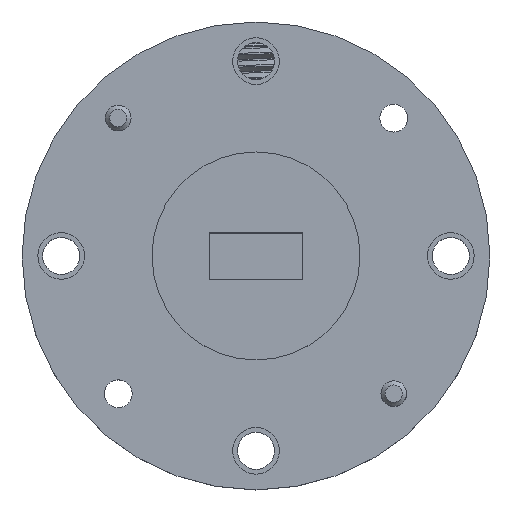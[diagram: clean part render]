
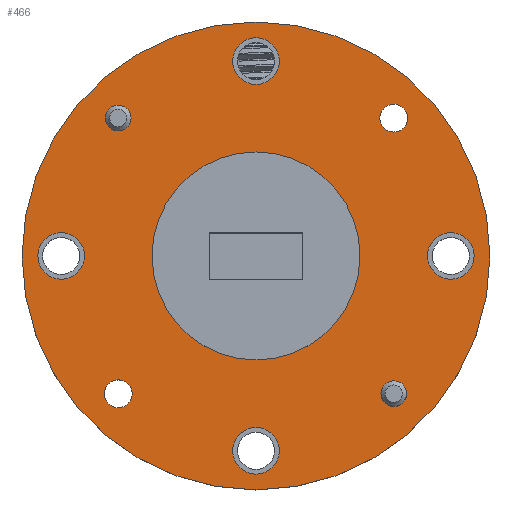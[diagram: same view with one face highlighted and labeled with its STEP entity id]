
A CAD part, top view. The second image highlights one B-rep face of the part: STEP entity #466.
In plain terms, the highlighted planar face has unit normal (0, 0, 1).
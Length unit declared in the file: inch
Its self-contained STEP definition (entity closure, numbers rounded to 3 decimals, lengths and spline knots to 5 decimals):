
#46 = CIRCLE ( 'NONE', #1723, 0.056 ) ;
#68 = DIRECTION ( 'NONE',  ( 1., 0., 0. ) ) ;
#106 = CARTESIAN_POINT ( 'NONE',  ( 0.5625, 0., 0. ) ) ;
#160 = EDGE_LOOP ( 'NONE', ( #2065 ) ) ;
#168 = VERTEX_POINT ( 'NONE', #1052 ) ;
#185 = EDGE_CURVE ( 'NONE', #2861, #2861, #3465, .T. ) ;
#216 = VERTEX_POINT ( 'NONE', #3154 ) ;
#289 = AXIS2_PLACEMENT_3D ( 'NONE', #2599, #2810, #1992 ) ;
#321 = EDGE_CURVE ( 'NONE', #732, #732, #537, .T. ) ;
#334 = DIRECTION ( 'NONE',  ( 1., 0., 0. ) ) ;
#337 = CARTESIAN_POINT ( 'NONE',  ( 0., 0.4685, 0. ) ) ;
#353 = CARTESIAN_POINT ( 'NONE',  ( -0.33128, -0.33128, 0. ) ) ;
#365 = CARTESIAN_POINT ( 'NONE',  ( 0., 0., 0. ) ) ;
#393 = FACE_BOUND ( 'NONE', #3070, .T. ) ;
#423 = CARTESIAN_POINT ( 'NONE',  ( 0., 0., 0. ) ) ;
#465 = DIRECTION ( 'NONE',  ( 1., 0., 0. ) ) ;
#466 = ADVANCED_FACE ( 'NONE', ( #1743, #926, #2237, #745, #533, #3345, #1443, #393, #2357, #1924 ), #2848, .T. ) ;
#479 = CARTESIAN_POINT ( 'NONE',  ( 0.4685, 0., 0. ) ) ;
#533 = FACE_BOUND ( 'NONE', #1133, .T. ) ;
#536 = DIRECTION ( 'NONE',  ( 1., 0., 0. ) ) ;
#537 = CIRCLE ( 'NONE', #651, 0.056 ) ;
#621 = DIRECTION ( 'NONE',  ( 1., 0., 0. ) ) ;
#628 = ORIENTED_EDGE ( 'NONE', *, *, #1228, .T. ) ;
#645 = EDGE_CURVE ( 'NONE', #1264, #1264, #46, .T. ) ;
#646 = DIRECTION ( 'NONE',  ( 1., 0., 0. ) ) ;
#651 = AXIS2_PLACEMENT_3D ( 'NONE', #337, #2292, #621 ) ;
#704 = CARTESIAN_POINT ( 'NONE',  ( 0.33128, 0.33128, 0. ) ) ;
#707 = EDGE_LOOP ( 'NONE', ( #2636 ) ) ;
#732 = VERTEX_POINT ( 'NONE', #1767 ) ;
#745 = FACE_BOUND ( 'NONE', #2361, .T. ) ;
#786 = CIRCLE ( 'NONE', #3527, 0.0335 ) ;
#909 = DIRECTION ( 'NONE',  ( 0., 0., 1. ) ) ;
#926 = FACE_BOUND ( 'NONE', #707, .T. ) ;
#979 = EDGE_LOOP ( 'NONE', ( #986 ) ) ;
#986 = ORIENTED_EDGE ( 'NONE', *, *, #1350, .F. ) ;
#996 = VERTEX_POINT ( 'NONE', #2347 ) ;
#1030 = AXIS2_PLACEMENT_3D ( 'NONE', #3100, #1435, #68 ) ;
#1052 = CARTESIAN_POINT ( 'NONE',  ( -0.4125, 0., 0. ) ) ;
#1057 = EDGE_CURVE ( 'NONE', #996, #996, #2317, .T. ) ;
#1086 = AXIS2_PLACEMENT_3D ( 'NONE', #365, #909, #334 ) ;
#1133 = EDGE_LOOP ( 'NONE', ( #1939 ) ) ;
#1178 = CIRCLE ( 'NONE', #289, 0.03075 ) ;
#1193 = AXIS2_PLACEMENT_3D ( 'NONE', #423, #1222, #1237 ) ;
#1222 = DIRECTION ( 'NONE',  ( 0., 0., 1. ) ) ;
#1228 = EDGE_CURVE ( 'NONE', #2386, #2386, #2100, .T. ) ;
#1237 = DIRECTION ( 'NONE',  ( 1., 0., 0. ) ) ;
#1242 = EDGE_LOOP ( 'NONE', ( #1283 ) ) ;
#1264 = VERTEX_POINT ( 'NONE', #2610 ) ;
#1271 = DIRECTION ( 'NONE',  ( 0., 0., 1. ) ) ;
#1283 = ORIENTED_EDGE ( 'NONE', *, *, #2247, .F. ) ;
#1329 = DIRECTION ( 'NONE',  ( 1., 0., 0. ) ) ;
#1350 = EDGE_CURVE ( 'NONE', #216, #216, #3045, .T. ) ;
#1356 = CARTESIAN_POINT ( 'NONE',  ( -0.4685, 0., 0. ) ) ;
#1364 = CARTESIAN_POINT ( 'NONE',  ( 0., -0.4685, 0. ) ) ;
#1391 = ORIENTED_EDGE ( 'NONE', *, *, #321, .F. ) ;
#1435 = DIRECTION ( 'NONE',  ( 0., 0., 1. ) ) ;
#1443 = FACE_BOUND ( 'NONE', #1242, .T. ) ;
#1486 = EDGE_LOOP ( 'NONE', ( #1391 ) ) ;
#1610 = CARTESIAN_POINT ( 'NONE',  ( 0.056, -0.4685, 0. ) ) ;
#1637 = AXIS2_PLACEMENT_3D ( 'NONE', #1356, #2983, #1670 ) ;
#1648 = VERTEX_POINT ( 'NONE', #1909 ) ;
#1664 = DIRECTION ( 'NONE',  ( 0., 0., 1. ) ) ;
#1670 = DIRECTION ( 'NONE',  ( 1., 0., 0. ) ) ;
#1723 = AXIS2_PLACEMENT_3D ( 'NONE', #479, #2486, #1329 ) ;
#1743 = FACE_BOUND ( 'NONE', #979, .T. ) ;
#1767 = CARTESIAN_POINT ( 'NONE',  ( 0.056, 0.4685, 0. ) ) ;
#1859 = EDGE_CURVE ( 'NONE', #3035, #3035, #3555, .T. ) ;
#1885 = CARTESIAN_POINT ( 'NONE',  ( -0.30053, 0.33128, 0. ) ) ;
#1909 = CARTESIAN_POINT ( 'NONE',  ( 0.36478, 0.33128, 0. ) ) ;
#1924 = FACE_OUTER_BOUND ( 'NONE', #3099, .T. ) ;
#1939 = ORIENTED_EDGE ( 'NONE', *, *, #3082, .F. ) ;
#1992 = DIRECTION ( 'NONE',  ( 1., 0., 0. ) ) ;
#2036 = DIRECTION ( 'NONE',  ( 0., 0., 1. ) ) ;
#2065 = ORIENTED_EDGE ( 'NONE', *, *, #645, .F. ) ;
#2100 = CIRCLE ( 'NONE', #1193, 0.5625 ) ;
#2152 = DIRECTION ( 'NONE',  ( 0., 0., 1. ) ) ;
#2237 = FACE_BOUND ( 'NONE', #1486, .T. ) ;
#2247 = EDGE_CURVE ( 'NONE', #1648, #1648, #786, .T. ) ;
#2292 = DIRECTION ( 'NONE',  ( 0., 0., 1. ) ) ;
#2317 = CIRCLE ( 'NONE', #1086, 0.25 ) ;
#2347 = CARTESIAN_POINT ( 'NONE',  ( 0.25, 0., 0. ) ) ;
#2357 = FACE_BOUND ( 'NONE', #2535, .T. ) ;
#2361 = EDGE_LOOP ( 'NONE', ( #3522 ) ) ;
#2386 = VERTEX_POINT ( 'NONE', #106 ) ;
#2486 = DIRECTION ( 'NONE',  ( 0., 0., 1. ) ) ;
#2535 = EDGE_LOOP ( 'NONE', ( #3005 ) ) ;
#2599 = CARTESIAN_POINT ( 'NONE',  ( -0.33128, 0.33128, 0. ) ) ;
#2610 = CARTESIAN_POINT ( 'NONE',  ( 0.5245, 0., 0. ) ) ;
#2636 = ORIENTED_EDGE ( 'NONE', *, *, #3469, .F. ) ;
#2810 = DIRECTION ( 'NONE',  ( 0., 0., 1. ) ) ;
#2848 = PLANE ( 'NONE',  #1030 ) ;
#2861 = VERTEX_POINT ( 'NONE', #3421 ) ;
#2983 = DIRECTION ( 'NONE',  ( 0., 0., 1. ) ) ;
#2986 = CARTESIAN_POINT ( 'NONE',  ( 0.33128, -0.33128, 0. ) ) ;
#3005 = ORIENTED_EDGE ( 'NONE', *, *, #1057, .F. ) ;
#3035 = VERTEX_POINT ( 'NONE', #1610 ) ;
#3045 = CIRCLE ( 'NONE', #3175, 0.03075 ) ;
#3070 = EDGE_LOOP ( 'NONE', ( #3363 ) ) ;
#3082 = EDGE_CURVE ( 'NONE', #168, #168, #3249, .T. ) ;
#3099 = EDGE_LOOP ( 'NONE', ( #628 ) ) ;
#3100 = CARTESIAN_POINT ( 'NONE',  ( 0., 0., 0. ) ) ;
#3154 = CARTESIAN_POINT ( 'NONE',  ( 0.36203, -0.33128, 0. ) ) ;
#3175 = AXIS2_PLACEMENT_3D ( 'NONE', #2986, #2152, #465 ) ;
#3249 = CIRCLE ( 'NONE', #1637, 0.056 ) ;
#3345 = FACE_BOUND ( 'NONE', #160, .T. ) ;
#3363 = ORIENTED_EDGE ( 'NONE', *, *, #185, .F. ) ;
#3374 = VERTEX_POINT ( 'NONE', #1885 ) ;
#3421 = CARTESIAN_POINT ( 'NONE',  ( -0.29778, -0.33128, 0. ) ) ;
#3448 = AXIS2_PLACEMENT_3D ( 'NONE', #353, #2036, #646 ) ;
#3465 = CIRCLE ( 'NONE', #3448, 0.0335 ) ;
#3469 = EDGE_CURVE ( 'NONE', #3374, #3374, #1178, .T. ) ;
#3522 = ORIENTED_EDGE ( 'NONE', *, *, #1859, .F. ) ;
#3527 = AXIS2_PLACEMENT_3D ( 'NONE', #704, #1271, #3546 ) ;
#3544 = AXIS2_PLACEMENT_3D ( 'NONE', #1364, #1664, #536 ) ;
#3546 = DIRECTION ( 'NONE',  ( 1., 0., 0. ) ) ;
#3555 = CIRCLE ( 'NONE', #3544, 0.056 ) ;
